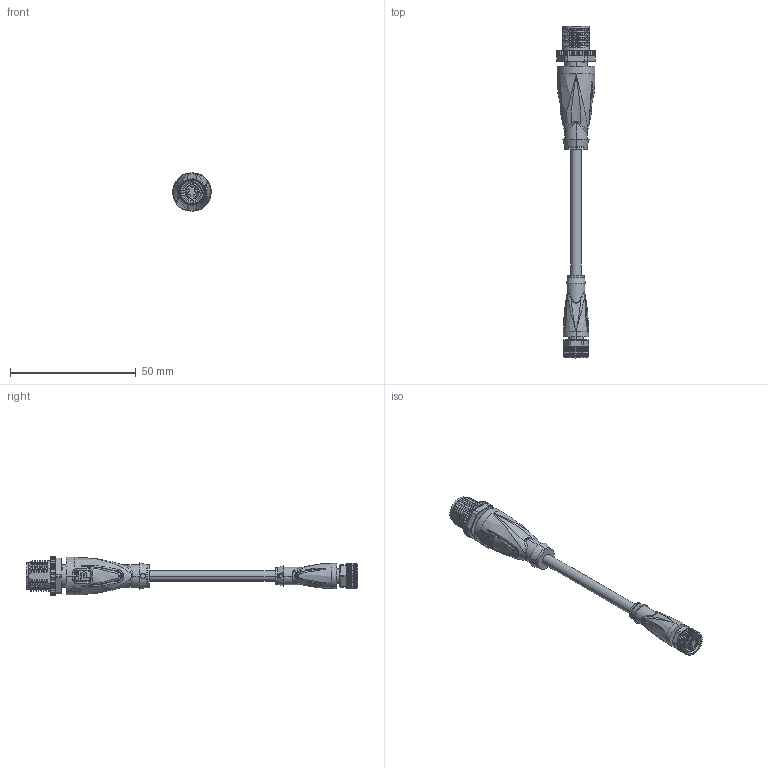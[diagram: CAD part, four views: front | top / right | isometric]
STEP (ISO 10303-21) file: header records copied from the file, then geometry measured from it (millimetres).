
FILE_DESCRIPTION(('STEP AP214'),'1');
FILE_NAME('cctmp_FF8BE245-4100-458F-9DB7-6001A1D4266E_2022_04_27_10_40_52_0290..stp','2022-04-27T08:41:02',('KiM GmbH'),('CADClick - www.CADClick.com'),'Spatial InterOp 3D postprocessed',' ','unknown authorization');
FILE_SCHEMA(('AUTOMOTIVE_DESIGN'));
Length unit declared in the file: millimetre
Products named in the file (9): Connection2; Connection2_2; Connection2_1; T196402_1; Cable; Connection1; Connection1_2; Connection1_1; T196402
Assembly tree (8 placements, depth 4):
  T196402
    T196402_1
      Connection2
        Connection2_2
        Connection2_1
      Cable
      Connection1
        Connection1_2
        Connection1_1
Bounding box: 15.4 x 132.1 x 15.37 mm (x, y, z)
Volume: 8119 mm3; surface area: 6833.7 mm2
Topology: 8 solids, 10 shells, 2011 faces, 5311 edges, 3357 vertices
Faces by surface type: plane 929, cylinder 358, torus 293, bspline 265, cone 144, extrusion 16, sphere 6
Entity records: 131254 total; most frequent: CARTESIAN_POINT 73006, ORIENTED_EDGE 10580, DIRECTION 9169, EDGE_CURVE 5294, VERTEX_POINT 3357, AXIS2_PLACEMENT_3D 3246, STYLED_ITEM 3096, PRESENTATION_STYLE_ASSIGNMENT 3096
